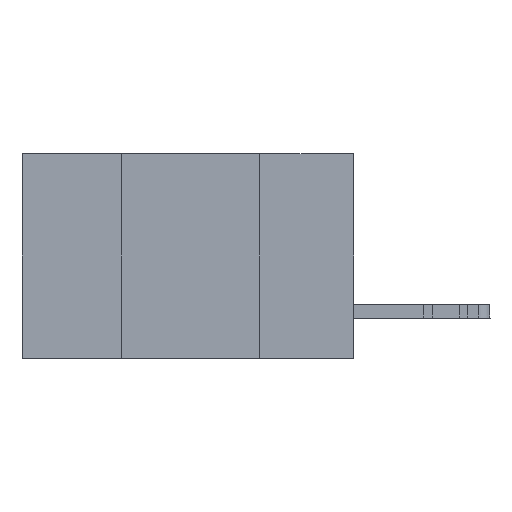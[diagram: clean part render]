
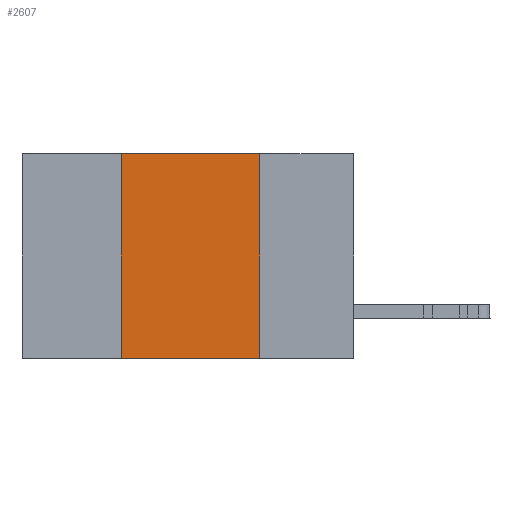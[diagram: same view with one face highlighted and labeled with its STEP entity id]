
A CAD part, left-side view. The second image highlights one B-rep face of the part: STEP entity #2607.
In plain terms, the highlighted planar face has unit normal (-1, 0, 0).
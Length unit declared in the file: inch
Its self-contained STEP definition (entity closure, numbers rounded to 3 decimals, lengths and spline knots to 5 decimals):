
#30 = FACE_OUTER_BOUND ( 'NONE', #27675, .T. ) ;
#52 = LINE ( 'NONE', #13530, #30328 ) ;
#1873 = DIRECTION ( 'NONE',  ( 0., -1., 0. ) ) ;
#2607 = ADVANCED_FACE ( 'NONE', ( #30 ), #38483, .F. ) ;
#3157 = LINE ( 'NONE', #38412, #8373 ) ;
#3228 = CARTESIAN_POINT ( 'NONE',  ( 0., 0.6, 0. ) ) ;
#3256 = LINE ( 'NONE', #20645, #14891 ) ;
#4679 = AXIS2_PLACEMENT_3D ( 'NONE', #3228, #17184, #34826 ) ;
#8373 = VECTOR ( 'NONE', #41392, 39.37008 ) ;
#9423 = ORIENTED_EDGE ( 'NONE', *, *, #23452, .T. ) ;
#12586 = VECTOR ( 'NONE', #1873, 39.37008 ) ;
#13530 = CARTESIAN_POINT ( 'NONE',  ( 0., 0.17, 0. ) ) ;
#14582 = VERTEX_POINT ( 'NONE', #42270 ) ;
#14828 = VERTEX_POINT ( 'NONE', #17414 ) ;
#14891 = VECTOR ( 'NONE', #34622, 39.37008 ) ;
#16327 = ORIENTED_EDGE ( 'NONE', *, *, #42499, .F. ) ;
#16375 = VERTEX_POINT ( 'NONE', #23616 ) ;
#17184 = DIRECTION ( 'NONE',  ( 1., 0., 0. ) ) ;
#17414 = CARTESIAN_POINT ( 'NONE',  ( 0., 0.17, 0. ) ) ;
#20645 = CARTESIAN_POINT ( 'NONE',  ( 0., 0.6, -0.37 ) ) ;
#22243 = CARTESIAN_POINT ( 'NONE',  ( 0., 0.6, 0. ) ) ;
#23452 = EDGE_CURVE ( 'NONE', #41425, #14582, #3256, .T. ) ;
#23616 = CARTESIAN_POINT ( 'NONE',  ( 0., 0.42, 0. ) ) ;
#26605 = EDGE_CURVE ( 'NONE', #16375, #14828, #33249, .T. ) ;
#27675 = EDGE_LOOP ( 'NONE', ( #16327, #40889, #39970, #9423 ) ) ;
#28552 = CARTESIAN_POINT ( 'NONE',  ( 0., 0.42, -0.37 ) ) ;
#30328 = VECTOR ( 'NONE', #31182, 39.37008 ) ;
#30885 = EDGE_CURVE ( 'NONE', #41425, #16375, #3157, .T. ) ;
#31182 = DIRECTION ( 'NONE',  ( 0., 0., -1. ) ) ;
#33249 = LINE ( 'NONE', #22243, #12586 ) ;
#34622 = DIRECTION ( 'NONE',  ( 0., -1., 0. ) ) ;
#34826 = DIRECTION ( 'NONE',  ( 0., 0., -1. ) ) ;
#38412 = CARTESIAN_POINT ( 'NONE',  ( 0., 0.42, 0. ) ) ;
#38483 = PLANE ( 'NONE',  #4679 ) ;
#39970 = ORIENTED_EDGE ( 'NONE', *, *, #30885, .F. ) ;
#40889 = ORIENTED_EDGE ( 'NONE', *, *, #26605, .F. ) ;
#41392 = DIRECTION ( 'NONE',  ( 0., 0., 1. ) ) ;
#41425 = VERTEX_POINT ( 'NONE', #28552 ) ;
#42270 = CARTESIAN_POINT ( 'NONE',  ( 0., 0.17, -0.37 ) ) ;
#42499 = EDGE_CURVE ( 'NONE', #14828, #14582, #52, .T. ) ;
